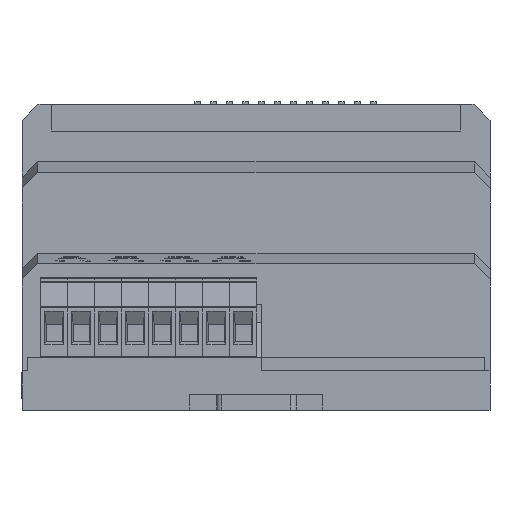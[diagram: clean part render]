
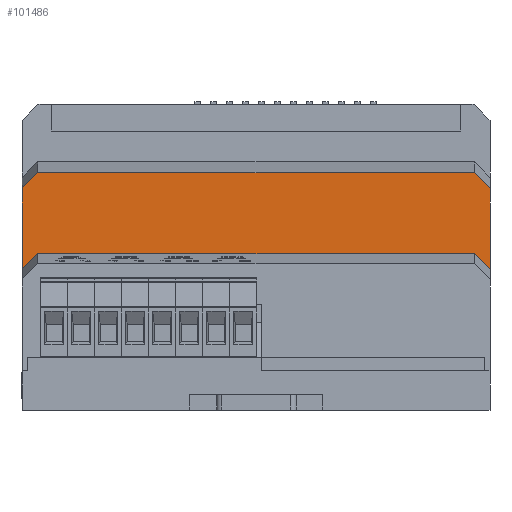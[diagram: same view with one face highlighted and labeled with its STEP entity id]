
A CAD part, front view. The second image highlights one B-rep face of the part: STEP entity #101486.
In plain terms, the highlighted planar face has unit normal (0, -1, 0).
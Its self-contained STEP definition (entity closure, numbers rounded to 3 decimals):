
#6082 = FACE_OUTER_BOUND ( 'NONE', #185451, .T. ) ;
#8287 = DIRECTION ( 'NONE',  ( -1., 0., 0. ) ) ;
#10622 = CARTESIAN_POINT ( 'NONE',  ( 89.444, 10.85, 32.76 ) ) ;
#10992 = VECTOR ( 'NONE', #8287, 1000. ) ;
#11921 = CARTESIAN_POINT ( 'NONE',  ( 52.455, 10.85, 72.278 ) ) ;
#14862 = CARTESIAN_POINT ( 'NONE',  ( 88., 10.85, 19.014 ) ) ;
#16453 = VECTOR ( 'NONE', #29288, 1000. ) ;
#20148 = CARTESIAN_POINT ( 'NONE',  ( 3., 10.85, 37.272 ) ) ;
#21734 = VERTEX_POINT ( 'NONE', #92223 ) ;
#29288 = DIRECTION ( 'NONE',  ( -1., 0., 0. ) ) ;
#29950 = CARTESIAN_POINT ( 'NONE',  ( 0., 10.85, 34.226 ) ) ;
#36236 = DIRECTION ( 'NONE',  ( 0., 0., -1. ) ) ;
#36252 = CARTESIAN_POINT ( 'NONE',  ( 88., 10.85, 37.272 ) ) ;
#36573 = CARTESIAN_POINT ( 'NONE',  ( 88., 10.85, 37.272 ) ) ;
#37382 = EDGE_CURVE ( 'NONE', #42663, #138952, #184225, .T. ) ;
#40601 = CARTESIAN_POINT ( 'NONE',  ( 78.872, 10.85, 28.283 ) ) ;
#42663 = VERTEX_POINT ( 'NONE', #173389 ) ;
#46484 = ORIENTED_EDGE ( 'NONE', *, *, #58108, .F. ) ;
#48902 = EDGE_CURVE ( 'NONE', #59847, #82718, #171409, .T. ) ;
#51283 = VECTOR ( 'NONE', #109917, 1000. ) ;
#58102 = VECTOR ( 'NONE', #132593, 1000. ) ;
#58108 = EDGE_CURVE ( 'NONE', #105495, #82718, #98282, .T. ) ;
#59847 = VERTEX_POINT ( 'NONE', #120674 ) ;
#60092 = ORIENTED_EDGE ( 'NONE', *, *, #108760, .F. ) ;
#62731 = ORIENTED_EDGE ( 'NONE', *, *, #95469, .T. ) ;
#65851 = PLANE ( 'NONE',  #156653 ) ;
#67210 = DIRECTION ( 'NONE',  ( 0., 1., 0. ) ) ;
#74289 = VECTOR ( 'NONE', #115681, 1000. ) ;
#78182 = VECTOR ( 'NONE', #133561, 1000. ) ;
#78589 = VECTOR ( 'NONE', #36236, 1000. ) ;
#81141 = CARTESIAN_POINT ( 'NONE',  ( 88., 10.85, 22.06 ) ) ;
#81286 = CARTESIAN_POINT ( 'NONE',  ( 0., 10.85, 37.272 ) ) ;
#82718 = VERTEX_POINT ( 'NONE', #104543 ) ;
#92223 = CARTESIAN_POINT ( 'NONE',  ( 88., 10.85, 34.226 ) ) ;
#94039 = VERTEX_POINT ( 'NONE', #14862 ) ;
#94100 = CARTESIAN_POINT ( 'NONE',  ( 85., 10.85, 22.06 ) ) ;
#95469 = EDGE_CURVE ( 'NONE', #138952, #114809, #118362, .T. ) ;
#96646 = LINE ( 'NONE', #40601, #58102 ) ;
#98282 = LINE ( 'NONE', #81141, #16453 ) ;
#101486 = ADVANCED_FACE ( 'NONE', ( #6082 ), #65851, .F. ) ;
#104543 = CARTESIAN_POINT ( 'NONE',  ( 3., 10.85, 22.06 ) ) ;
#105495 = VERTEX_POINT ( 'NONE', #94100 ) ;
#108760 = EDGE_CURVE ( 'NONE', #21734, #94039, #177599, .T. ) ;
#109917 = DIRECTION ( 'NONE',  ( -0.702, 0., -0.712 ) ) ;
#114809 = VERTEX_POINT ( 'NONE', #29950 ) ;
#115681 = DIRECTION ( 'NONE',  ( 0., 0., -1. ) ) ;
#118362 = LINE ( 'NONE', #124009, #51283 ) ;
#120674 = CARTESIAN_POINT ( 'NONE',  ( 0., 10.85, 19.014 ) ) ;
#124009 = CARTESIAN_POINT ( 'NONE',  ( 4.014, 10.85, 38.302 ) ) ;
#130992 = LINE ( 'NONE', #10622, #78182 ) ;
#132593 = DIRECTION ( 'NONE',  ( 0.702, 0., -0.712 ) ) ;
#133561 = DIRECTION ( 'NONE',  ( -0.702, 0., 0.712 ) ) ;
#134389 = ORIENTED_EDGE ( 'NONE', *, *, #180270, .T. ) ;
#135333 = VECTOR ( 'NONE', #136146, 1000. ) ;
#136146 = DIRECTION ( 'NONE',  ( 0.702, 0., 0.712 ) ) ;
#138952 = VERTEX_POINT ( 'NONE', #20148 ) ;
#145302 = ORIENTED_EDGE ( 'NONE', *, *, #48902, .T. ) ;
#156653 = AXIS2_PLACEMENT_3D ( 'NONE', #36252, #67210, #174694 ) ;
#160374 = LINE ( 'NONE', #81286, #78589 ) ;
#161932 = EDGE_CURVE ( 'NONE', #105495, #94039, #96646, .T. ) ;
#171409 = LINE ( 'NONE', #11921, #135333 ) ;
#173389 = CARTESIAN_POINT ( 'NONE',  ( 85., 10.85, 37.272 ) ) ;
#174694 = DIRECTION ( 'NONE',  ( 0., 0., 1. ) ) ;
#177599 = LINE ( 'NONE', #193677, #74289 ) ;
#180270 = EDGE_CURVE ( 'NONE', #114809, #59847, #160374, .T. ) ;
#180937 = ORIENTED_EDGE ( 'NONE', *, *, #161932, .T. ) ;
#183282 = EDGE_CURVE ( 'NONE', #21734, #42663, #130992, .T. ) ;
#184225 = LINE ( 'NONE', #36573, #10992 ) ;
#185451 = EDGE_LOOP ( 'NONE', ( #60092, #187061, #193869, #62731, #134389, #145302, #46484, #180937 ) ) ;
#187061 = ORIENTED_EDGE ( 'NONE', *, *, #183282, .T. ) ;
#193677 = CARTESIAN_POINT ( 'NONE',  ( 88., 10.85, 37.272 ) ) ;
#193869 = ORIENTED_EDGE ( 'NONE', *, *, #37382, .T. ) ;
